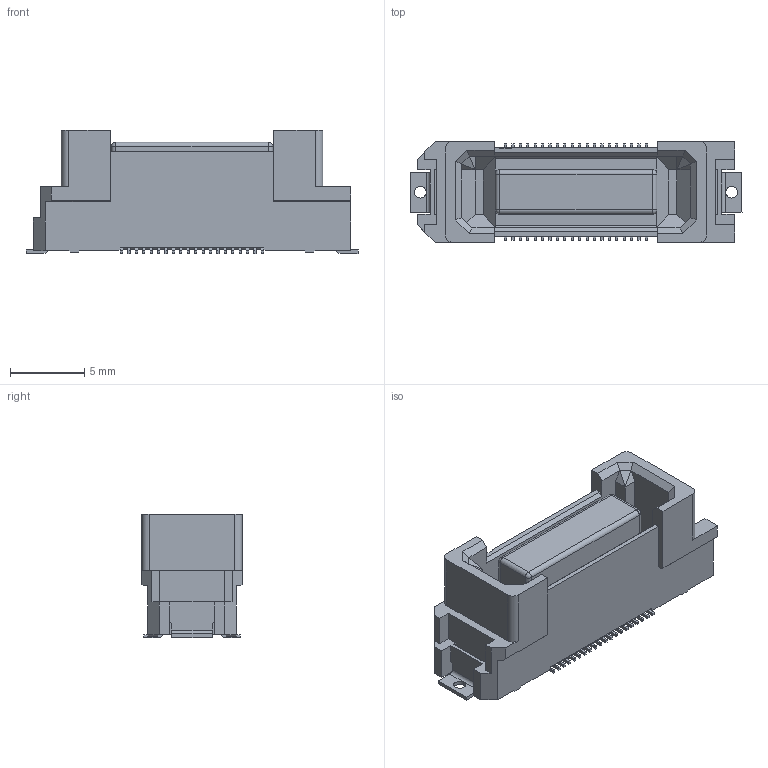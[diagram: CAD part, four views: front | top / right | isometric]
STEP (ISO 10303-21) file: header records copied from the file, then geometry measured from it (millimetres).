
FILE_DESCRIPTION(('CoCreate Modeling STEP Export'),'2;1');
FILE_NAME('FX20-40S-0.5SV.stp','2012-07-19T17:53:56',(''),(''),'CoCreate Modeling STEP processor for AP214 (Solid Model)','CoCreate Modeling 17.0 01-Apr-2010 (C) Parametric Technology GmbH','');
FILE_SCHEMA(('AUTOMOTIVE_DESIGN { 1 0 10303 214 1 1 1 1 }'));
Length unit declared in the file: millimetre
Products named in the file (1): FX20-40S-0.5SV
Bounding box: 22.4 x 6.8 x 8.3 mm (x, y, z)
Volume: 623 mm3; surface area: 1110.8 mm2
Topology: 1 solids, 1 shells, 786 faces, 2245 edges, 1457 vertices
Faces by surface type: plane 762, cylinder 20, sphere 4
Entity records: 24224 total; most frequent: ORIENTED_EDGE 4482, CARTESIAN_POINT 4312, DIRECTION 3631, EDGE_CURVE 2241, VECTOR 2079, LINE 2079, VERTEX_POINT 1457, EDGE_LOOP 790
